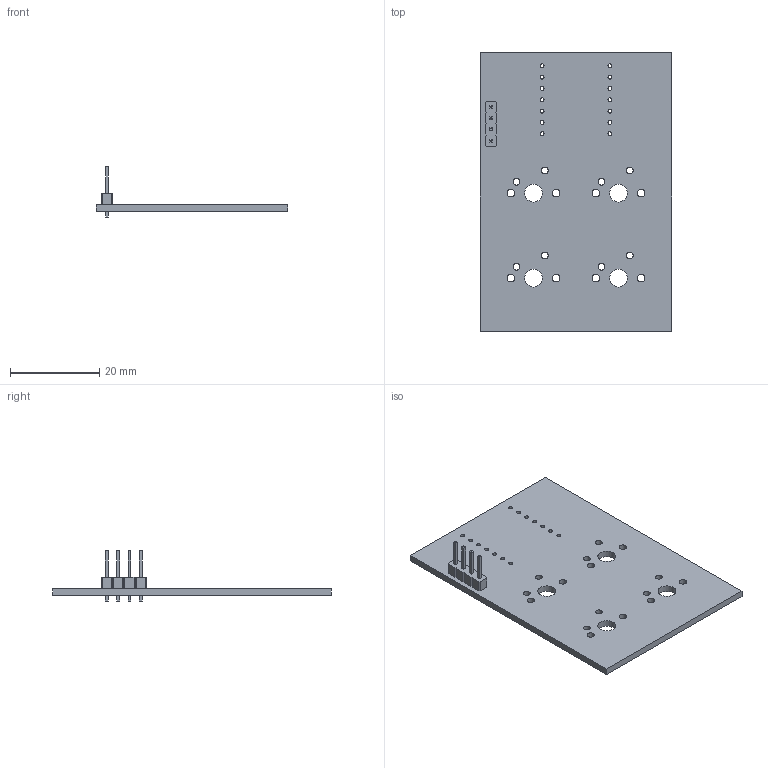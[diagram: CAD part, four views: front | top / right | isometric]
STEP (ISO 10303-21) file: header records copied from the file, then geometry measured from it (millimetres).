
FILE_DESCRIPTION(('KiCad electronic assembly'),'2;1');
FILE_NAME('KiCad project.step','2026-02-03T17:33:58',('Pcbnew'),('Kicad' ),'Open CASCADE STEP processor 7.9','KiCad to STEP converter', 'Unknown');
FILE_SCHEMA(('AUTOMOTIVE_DESIGN { 1 0 10303 214 1 1 1 1 }'));
Length unit declared in the file: millimetre
Products named in the file (3): KiCad project 1; PinHeader_1x04_P2.54mm_Vertical; KiCad project_PCB
Assembly tree (2 placements, depth 2):
  KiCad project 1
    PinHeader_1x04_P2.54mm_Vertical
    KiCad project_PCB
Bounding box: 42.86 x 62.44 x 11.54 mm (x, y, z)
Volume: 3977.5 mm3; surface area: 5963.9 mm2
Topology: 2 solids, 2 shells, 144 faces, 364 edges, 232 vertices
Faces by surface type: plane 106, cylinder 38
Full cylindrical faces by diameter (mm): 0.889 x14, 1 x4, 1.5 x8, 1.7 x8, 4 x4
Entity records: 5176 total; most frequent: CARTESIAN_POINT 743, DIRECTION 734, ORIENTED_EDGE 728, EDGE_CURVE 364, LINE 288, VECTOR 288, VERTEX_POINT 232, FACE_BOUND 228
